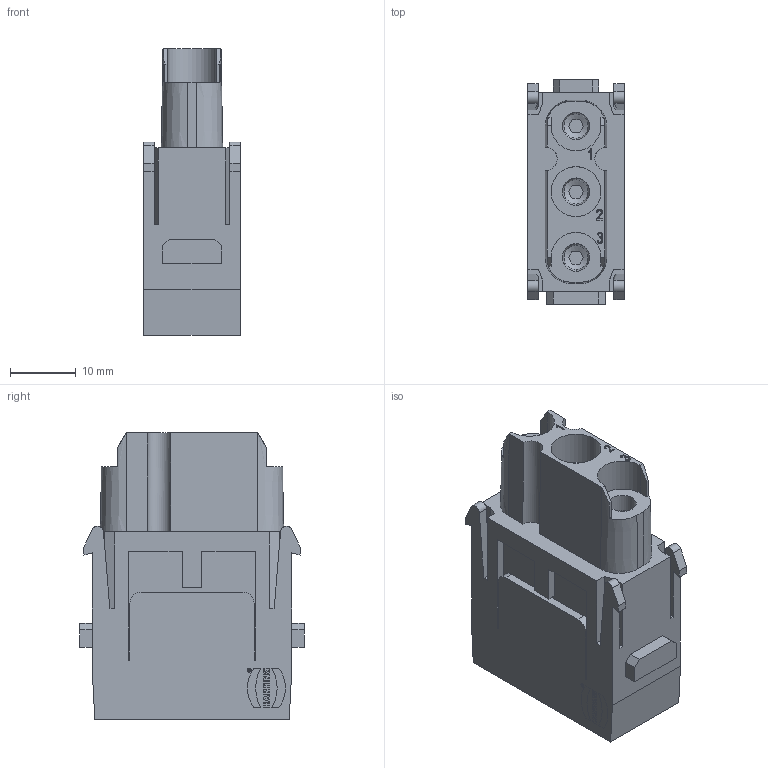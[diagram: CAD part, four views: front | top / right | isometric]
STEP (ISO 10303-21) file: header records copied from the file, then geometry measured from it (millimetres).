
FILE_DESCRIPTION(/* description */ (''),/* implementation_level */ '2;1');
FILE_NAME(/* name */ '100111303ugm000_e.stp',/* time_stamp */ '2019-06-12T11:07:31+02:00',/* author */ (''),/* organization */ (''),/* preprocessor_version */ 'ST-DEVELOPER v16.7',/* originating_system */ 'SIEMENS PLM Software NX 12.0',/* authorisation */ '');
FILE_SCHEMA (('AUTOMOTIVE_DESIGN { 1 0 10303 214 3 1 1 1 }'));
Length unit declared in the file: millimetre
Products named in the file (1): 100111303ugm000_e
Bounding box: 14.65 x 34.2 x 43.6 mm (x, y, z)
Volume: 12805.4 mm3; surface area: 7295.2 mm2
Topology: 1 solids, 1 shells, 465 faces, 1781 edges, 1804 vertices
Faces by surface type: plane 247, extrusion 98, cylinder 67, cone 28, torus 18, bspline 7
Full cylindrical faces by diameter (mm): 3.92 x3, 4.2 x3, 6.25 x6, 7.6 x1
Entity records: 21449 total; most frequent: CARTESIAN_POINT 5958, ORIENTED_EDGE 2560, DIRECTION 2249, EDGE_CURVE 1280, VECTOR 1003, LINE 905, VERTEX_POINT 887, B_SPLINE_CURVE_WITH_KNOTS 657
